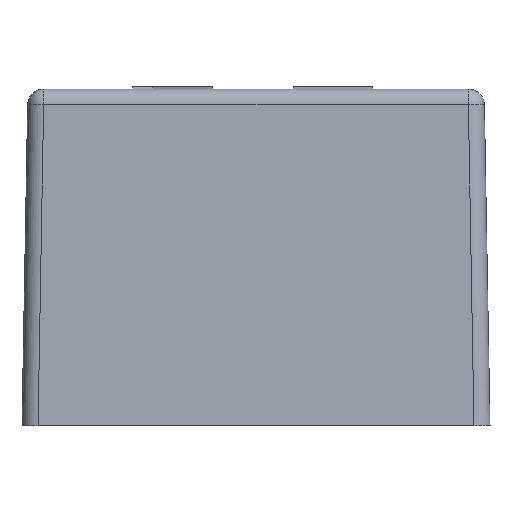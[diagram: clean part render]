
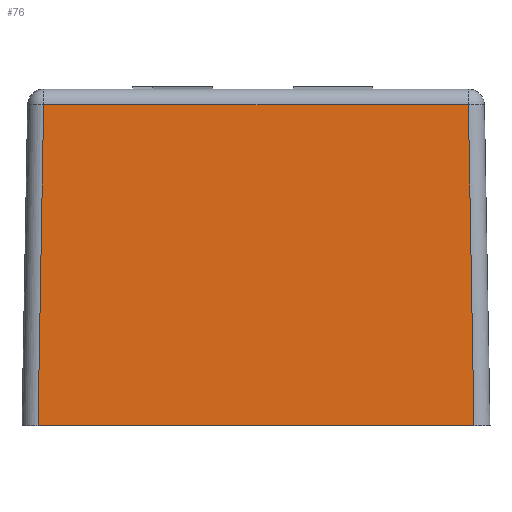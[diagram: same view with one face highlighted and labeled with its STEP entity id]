
A CAD part, left-side view. The second image highlights one B-rep face of the part: STEP entity #76.
In plain terms, the highlighted planar face has unit normal (-1, 0, 0.018).
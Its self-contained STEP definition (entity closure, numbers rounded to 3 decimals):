
#76 = ADVANCED_FACE( '', ( #164 ), #165, .T. );
#164 = FACE_OUTER_BOUND( '', #337, .T. );
#165 = PLANE( '', #338 );
#337 = EDGE_LOOP( '', ( #550, #551, #552, #553 ) );
#338 = AXIS2_PLACEMENT_3D( '', #554, #555, #556 );
#550 = ORIENTED_EDGE( '', *, *, #1216, .T. );
#551 = ORIENTED_EDGE( '', *, *, #1217, .T. );
#552 = ORIENTED_EDGE( '', *, *, #1218, .T. );
#553 = ORIENTED_EDGE( '', *, *, #1219, .T. );
#554 = CARTESIAN_POINT( '', ( -43.8, -43.8, 0. ) );
#555 = DIRECTION( '', ( -1., 0., 0.017 ) );
#556 = DIRECTION( '', ( 0.017, 0., 1. ) );
#1216 = EDGE_CURVE( '', #1429, #1430, #1431, .T. );
#1217 = EDGE_CURVE( '', #1430, #1432, #1433, .F. );
#1218 = EDGE_CURVE( '', #1432, #1434, #1435, .F. );
#1219 = EDGE_CURVE( '', #1434, #1429, #1436, .F. );
#1429 = VERTEX_POINT( '', #1802 );
#1430 = VERTEX_POINT( '', #1803 );
#1431 = LINE( '', #1804, #1805 );
#1432 = VERTEX_POINT( '', #1806 );
#1433 = LINE( '', #1807, #1808 );
#1434 = VERTEX_POINT( '', #1809 );
#1435 = LINE( '', #1810, #1811 );
#1436 = LINE( '', #1812, #1813 );
#1802 = CARTESIAN_POINT( '', ( -43.8, -40.8, 0. ) );
#1803 = CARTESIAN_POINT( '', ( -42.752, -39.752, 60.052 ) );
#1804 = CARTESIAN_POINT( '', ( -43.801, -40.801, -0.052 ) );
#1805 = VECTOR( '', #2306, 1000. );
#1806 = CARTESIAN_POINT( '', ( -42.752, 39.752, 60.052 ) );
#1807 = CARTESIAN_POINT( '', ( -42.752, 39.701, 60.052 ) );
#1808 = VECTOR( '', #2307, 1000. );
#1809 = CARTESIAN_POINT( '', ( -43.8, 40.8, 0. ) );
#1810 = CARTESIAN_POINT( '', ( -43.774, 40.775, 1.476 ) );
#1811 = VECTOR( '', #2308, 1000. );
#1812 = CARTESIAN_POINT( '', ( -43.8, -43.8, 0. ) );
#1813 = VECTOR( '', #2309, 1000. );
#2306 = DIRECTION( '', ( 0.017, 0.017, 1. ) );
#2307 = DIRECTION( '', ( 0., -1., 0. ) );
#2308 = DIRECTION( '', ( 0.017, -0.017, 1. ) );
#2309 = DIRECTION( '', ( 0., 1., 0. ) );
